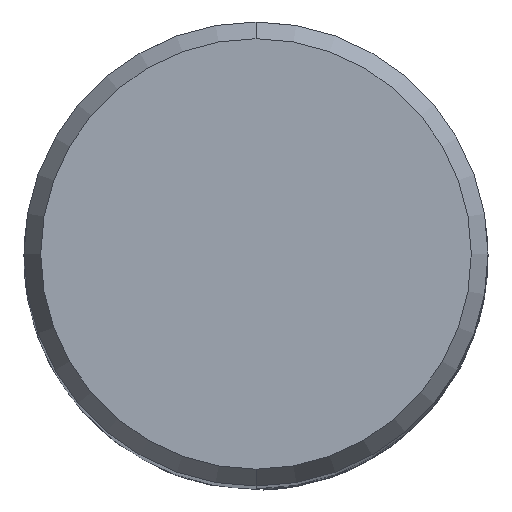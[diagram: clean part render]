
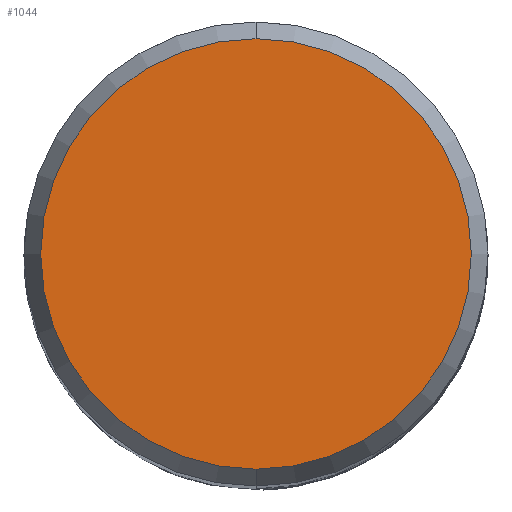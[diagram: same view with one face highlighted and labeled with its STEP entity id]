
A CAD part, top view. The second image highlights one B-rep face of the part: STEP entity #1044.
In plain terms, the highlighted planar face has unit normal (0, 0, 1).
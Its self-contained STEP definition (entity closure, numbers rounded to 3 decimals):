
#576=VERTEX_POINT('',#1477);
#646=VERTEX_POINT('',#1554);
#776=EDGE_CURVE('',#646,#576,#1691,.T.);
#1044=ADVANCED_FACE('',(#1992),#1993,.T.);
#1232=EDGE_CURVE('',#576,#646,#2195,.T.);
#1477=CARTESIAN_POINT('',(0.,-7.423,0.0));
#1554=CARTESIAN_POINT('',(0.0,7.423,0.0));
#1691=CIRCLE('',#5285,7.423);
#1992=FACE_OUTER_BOUND('',#7308,.T.);
#1993=PLANE('',#7309);
#2195=CIRCLE('',#9293,7.423);
#5285=AXIS2_PLACEMENT_3D('',#10758,#10759,#10760);
#7308=EDGE_LOOP('',(#11164,#11165));
#7309=AXIS2_PLACEMENT_3D('',#11166,#11167,#11168);
#9293=AXIS2_PLACEMENT_3D('',#11341,#11342,#11343);
#10758=CARTESIAN_POINT('',(0.0,0.0,0.0));
#10759=DIRECTION('',(0.0,0.0,-1.0));
#10760=DIRECTION('',(0.0,1.0,0.0));
#11164=ORIENTED_EDGE('',*,*,#776,.F.);
#11165=ORIENTED_EDGE('',*,*,#1232,.F.);
#11166=CARTESIAN_POINT('',(0.0,3.711,0.0));
#11167=DIRECTION('',(-0.0,0.0,1.0));
#11168=DIRECTION('',(0.0,-1.0,0.0));
#11341=CARTESIAN_POINT('',(0.0,0.0,0.0));
#11342=DIRECTION('',(0.0,0.0,-1.0));
#11343=DIRECTION('',(0.0,1.0,0.0));
